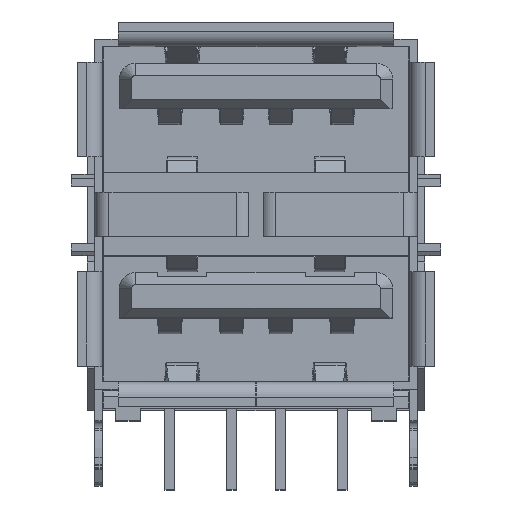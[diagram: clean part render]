
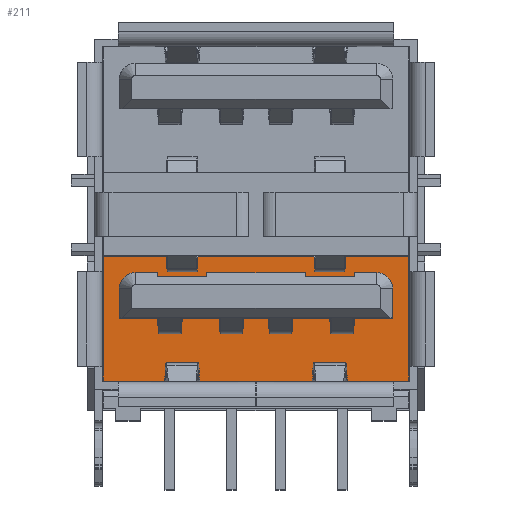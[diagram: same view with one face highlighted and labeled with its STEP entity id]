
A CAD part, top view. The second image highlights one B-rep face of the part: STEP entity #211.
In plain terms, the highlighted planar face has unit normal (0, 0, 1).
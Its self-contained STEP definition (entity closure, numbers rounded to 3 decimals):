
#211=ADVANCED_FACE('',(#1106,#1107),#1108,.T.);
#1106=FACE_OUTER_BOUND('',#2647,.T.);
#1107=FACE_BOUND('',#2648,.T.);
#1108=PLANE('',#2649);
#2647=EDGE_LOOP('',(#7086,#7087,#7088,#7089));
#2648=EDGE_LOOP('',(#7090,#7091,#7092,#7093,#7094,#7095,#7096,#7097,#7098,#7099,#7100,#7101,#7102,#7103));
#2649=AXIS2_PLACEMENT_3D('',#7104,#7105,#7106);
#7086=ORIENTED_EDGE('',*,*,#11991,.T.);
#7087=ORIENTED_EDGE('',*,*,#12602,.T.);
#7088=ORIENTED_EDGE('',*,*,#12025,.T.);
#7089=ORIENTED_EDGE('',*,*,#12603,.F.);
#7090=ORIENTED_EDGE('',*,*,#12604,.F.);
#7091=ORIENTED_EDGE('',*,*,#12605,.T.);
#7092=ORIENTED_EDGE('',*,*,#12606,.F.);
#7093=ORIENTED_EDGE('',*,*,#12607,.F.);
#7094=ORIENTED_EDGE('',*,*,#12608,.F.);
#7095=ORIENTED_EDGE('',*,*,#12609,.F.);
#7096=ORIENTED_EDGE('',*,*,#12610,.F.);
#7097=ORIENTED_EDGE('',*,*,#12611,.F.);
#7098=ORIENTED_EDGE('',*,*,#12612,.F.);
#7099=ORIENTED_EDGE('',*,*,#12613,.F.);
#7100=ORIENTED_EDGE('',*,*,#12614,.F.);
#7101=ORIENTED_EDGE('',*,*,#12615,.T.);
#7102=ORIENTED_EDGE('',*,*,#12616,.F.);
#7103=ORIENTED_EDGE('',*,*,#12617,.F.);
#7104=CARTESIAN_POINT('',(0.0,0.0,8.12));
#7105=DIRECTION('',(0.0,0.0,1.0));
#7106=DIRECTION('',(1.0,-0.0,0.0));
#11991=EDGE_CURVE('',#14178,#14176,#14179,.F.);
#12025=EDGE_CURVE('',#14244,#14242,#14245,.F.);
#12602=EDGE_CURVE('',#14176,#14244,#15255,.T.);
#12603=EDGE_CURVE('',#14178,#14242,#15256,.T.);
#12604=EDGE_CURVE('',#15257,#15258,#15259,.T.);
#12605=EDGE_CURVE('',#15257,#15260,#15261,.F.);
#12606=EDGE_CURVE('',#15262,#15260,#15263,.T.);
#12607=EDGE_CURVE('',#15264,#15262,#15265,.F.);
#12608=EDGE_CURVE('',#15266,#15264,#15267,.F.);
#12609=EDGE_CURVE('',#15268,#15266,#15269,.F.);
#12610=EDGE_CURVE('',#15270,#15268,#15271,.T.);
#12611=EDGE_CURVE('',#15272,#15270,#15273,.F.);
#12612=EDGE_CURVE('',#15274,#15272,#15275,.F.);
#12613=EDGE_CURVE('',#15276,#15274,#15277,.F.);
#12614=EDGE_CURVE('',#15278,#15276,#15279,.T.);
#12615=EDGE_CURVE('',#15278,#15280,#15281,.F.);
#12616=EDGE_CURVE('',#15282,#15280,#15283,.T.);
#12617=EDGE_CURVE('',#15258,#15282,#15284,.T.);
#14176=VERTEX_POINT('',#17670);
#14178=VERTEX_POINT('',#17673);
#14179=LINE('',#17674,#17675);
#14242=VERTEX_POINT('',#17764);
#14244=VERTEX_POINT('',#17767);
#14245=LINE('',#17768,#17769);
#15255=LINE('',#19240,#19241);
#15256=LINE('',#19242,#19243);
#15257=VERTEX_POINT('',#19244);
#15258=VERTEX_POINT('',#19245);
#15259=LINE('',#19246,#19247);
#15260=VERTEX_POINT('',#19248);
#15261=CIRCLE('',#19249,0.64);
#15262=VERTEX_POINT('',#19250);
#15263=LINE('',#19251,#19252);
#15264=VERTEX_POINT('',#19253);
#15265=LINE('',#19254,#19255);
#15266=VERTEX_POINT('',#19256);
#15267=LINE('',#19257,#19258);
#15268=VERTEX_POINT('',#19259);
#15269=LINE('',#19260,#19261);
#15270=VERTEX_POINT('',#19262);
#15271=LINE('',#19263,#19264);
#15272=VERTEX_POINT('',#19265);
#15273=LINE('',#19266,#19267);
#15274=VERTEX_POINT('',#19268);
#15275=LINE('',#19269,#19270);
#15276=VERTEX_POINT('',#19271);
#15277=LINE('',#19272,#19273);
#15278=VERTEX_POINT('',#19274);
#15279=LINE('',#19275,#19276);
#15280=VERTEX_POINT('',#19277);
#15281=CIRCLE('',#19278,0.64);
#15282=VERTEX_POINT('',#19279);
#15283=LINE('',#19280,#19281);
#15284=LINE('',#19282,#19283);
#17670=CARTESIAN_POINT('',(-6.2,-5.976,8.12));
#17673=CARTESIAN_POINT('',(-6.2,-0.906,8.12));
#17674=CARTESIAN_POINT('',(-6.2,3.797,8.12));
#17675=VECTOR('',#26649,1.0);
#17764=CARTESIAN_POINT('',(6.2,-0.906,8.12));
#17767=CARTESIAN_POINT('',(6.2,-5.976,8.12));
#17768=CARTESIAN_POINT('',(6.2,-3.797,8.12));
#17769=VECTOR('',#26695,1.0);
#19240=CARTESIAN_POINT('',(-3.1,-5.976,8.12));
#19241=VECTOR('',#27502,1.0);
#19242=CARTESIAN_POINT('',(-3.1,-0.906,8.12));
#19243=VECTOR('',#27503,1.0);
#19244=CARTESIAN_POINT('',(-5.55,-2.224,8.12));
#19245=CARTESIAN_POINT('',(-5.55,-3.424,8.12));
#19246=CARTESIAN_POINT('',(-5.55,-0.792,8.12));
#19247=VECTOR('',#27504,1.0);
#19248=CARTESIAN_POINT('',(-4.91,-1.584,8.12));
#19249=AXIS2_PLACEMENT_3D('',#27505,#27506,#27507);
#19250=CARTESIAN_POINT('',(-4.0,-1.584,8.12));
#19251=CARTESIAN_POINT('',(2.775,-1.584,8.12));
#19252=VECTOR('',#27508,1.0);
#19253=CARTESIAN_POINT('',(-4.0,-1.757,8.12));
#19254=CARTESIAN_POINT('',(-4.0,-0.879,8.12));
#19255=VECTOR('',#27509,1.0);
#19256=CARTESIAN_POINT('',(-2.0,-1.757,8.12));
#19257=CARTESIAN_POINT('',(-1.0,-1.757,8.12));
#19258=VECTOR('',#27510,1.0);
#19259=CARTESIAN_POINT('',(-2.0,-1.584,8.12));
#19260=CARTESIAN_POINT('',(-2.0,-0.054,8.12));
#19261=VECTOR('',#27511,1.0);
#19262=CARTESIAN_POINT('',(2.0,-1.584,8.12));
#19263=CARTESIAN_POINT('',(2.775,-1.584,8.12));
#19264=VECTOR('',#27512,1.0);
#19265=CARTESIAN_POINT('',(2.0,-1.757,8.12));
#19266=CARTESIAN_POINT('',(2.0,-0.879,8.12));
#19267=VECTOR('',#27513,1.0);
#19268=CARTESIAN_POINT('',(4.0,-1.757,8.12));
#19269=CARTESIAN_POINT('',(2.0,-1.757,8.12));
#19270=VECTOR('',#27514,1.0);
#19271=CARTESIAN_POINT('',(4.0,-1.584,8.12));
#19272=CARTESIAN_POINT('',(4.0,-0.054,8.12));
#19273=VECTOR('',#27515,1.0);
#19274=CARTESIAN_POINT('',(4.91,-1.584,8.12));
#19275=CARTESIAN_POINT('',(2.775,-1.584,8.12));
#19276=VECTOR('',#27516,1.0);
#19277=CARTESIAN_POINT('',(5.55,-2.224,8.12));
#19278=AXIS2_PLACEMENT_3D('',#27517,#27518,#27519);
#19279=CARTESIAN_POINT('',(5.55,-3.424,8.12));
#19280=CARTESIAN_POINT('',(5.55,-1.712,8.12));
#19281=VECTOR('',#27520,1.0);
#19282=CARTESIAN_POINT('',(-2.775,-3.424,8.12));
#19283=VECTOR('',#27521,1.0);
#26649=DIRECTION('',(0.0,1.0,-0.0));
#26695=DIRECTION('',(0.0,-1.0,0.0));
#27502=DIRECTION('',(1.0,0.0,0.0));
#27503=DIRECTION('',(1.0,0.0,-0.0));
#27504=DIRECTION('',(0.0,-1.0,0.0));
#27505=CARTESIAN_POINT('',(-4.91,-2.224,8.12));
#27506=DIRECTION('',(0.0,0.0,1.0));
#27507=DIRECTION('',(-1.0,0.0,0.0));
#27508=DIRECTION('',(-1.0,0.0,0.0));
#27509=DIRECTION('',(0.0,-1.0,0.0));
#27510=DIRECTION('',(1.0,0.0,-0.0));
#27511=DIRECTION('',(0.0,1.0,0.0));
#27512=DIRECTION('',(-1.0,0.0,0.0));
#27513=DIRECTION('',(0.0,-1.0,0.0));
#27514=DIRECTION('',(1.0,0.0,-0.0));
#27515=DIRECTION('',(0.0,1.0,0.0));
#27516=DIRECTION('',(-1.0,0.0,0.0));
#27517=CARTESIAN_POINT('',(4.91,-2.224,8.12));
#27518=DIRECTION('',(0.0,-0.0,1.0));
#27519=DIRECTION('',(0.0,1.0,0.0));
#27520=DIRECTION('',(0.0,1.0,0.0));
#27521=DIRECTION('',(1.0,0.0,-0.0));
